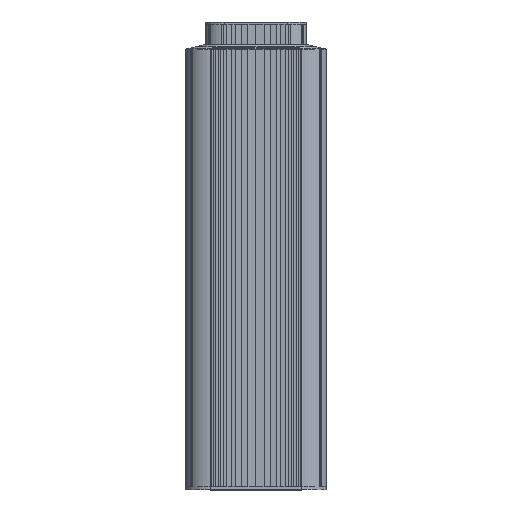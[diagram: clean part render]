
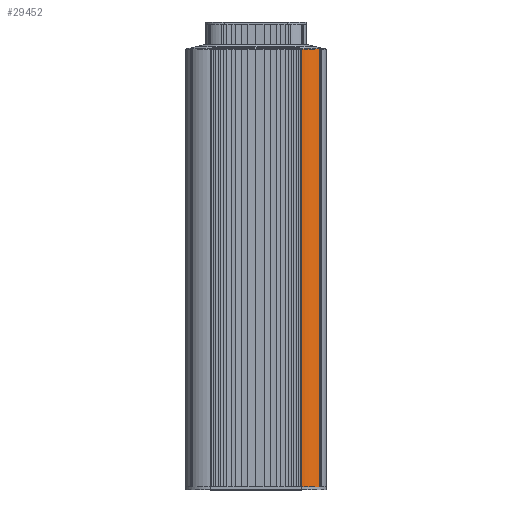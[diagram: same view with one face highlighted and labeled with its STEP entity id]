
A CAD part, top view. The second image highlights one B-rep face of the part: STEP entity #29452.
In plain terms, the highlighted cylindrical face has radius 32.5 mm (diameter 65 mm), a partial arc.
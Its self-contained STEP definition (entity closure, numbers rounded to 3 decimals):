
#26487 = VERTEX_POINT ( 'NONE', #36875 ) ;
#26580 = VERTEX_POINT ( 'NONE', #37066 ) ;
#26587 = EDGE_CURVE ( 'NONE', #26580, #26589, #37063, .T. ) ;
#26589 = VERTEX_POINT ( 'NONE', #37046 ) ;
#26638 = EDGE_CURVE ( 'NONE', #26639, #26487, #37093, .T. ) ;
#26639 = VERTEX_POINT ( 'NONE', #37084 ) ;
#29452 = ADVANCED_FACE ( 'NONE', ( #43858 ), #43857, .T. ) ;
#29455 = EDGE_LOOP ( 'NONE', ( #29490, #29494, #29502, #29504 ) ) ;
#29490 = ORIENTED_EDGE ( 'NONE', *, *, #26638, .F. ) ;
#29494 = ORIENTED_EDGE ( 'NONE', *, *, #29498, .T. ) ;
#29498 = EDGE_CURVE ( 'NONE', #26639, #26589, #43981, .T. ) ;
#29502 = ORIENTED_EDGE ( 'NONE', *, *, #26587, .F. ) ;
#29504 = ORIENTED_EDGE ( 'NONE', *, *, #29506, .F. ) ;
#29506 = EDGE_CURVE ( 'NONE', #26487, #26580, #43962, .T. ) ;
#36875 = CARTESIAN_POINT ( 'NONE',  ( 78.021, 0., -24.353 ) ) ;
#37046 = CARTESIAN_POINT ( 'NONE',  ( 56.5, -542., -32.5 ) ) ;
#37058 = DIRECTION ( 'NONE',  ( 0., -1., 0. ) ) ;
#37059 = VECTOR ( 'NONE', #37058, 1000. ) ;
#37062 = CARTESIAN_POINT ( 'NONE',  ( 56.5, -271., -32.5 ) ) ;
#37063 = LINE ( 'NONE', #37062, #37059 ) ;
#37066 = CARTESIAN_POINT ( 'NONE',  ( 56.5, 0., -32.5 ) ) ;
#37084 = CARTESIAN_POINT ( 'NONE',  ( 78.021, -542., -24.353 ) ) ;
#37087 = DIRECTION ( 'NONE',  ( 0., 1., 0. ) ) ;
#37089 = VECTOR ( 'NONE', #37087, 1000. ) ;
#37091 = CARTESIAN_POINT ( 'NONE',  ( 78.021, -271., -24.353 ) ) ;
#37093 = LINE ( 'NONE', #37091, #37089 ) ;
#43848 = DIRECTION ( 'NONE',  ( 0., 0., 1. ) ) ;
#43849 = DIRECTION ( 'NONE',  ( 0., 1., 0. ) ) ;
#43850 = CARTESIAN_POINT ( 'NONE',  ( 56.5, -542., 0. ) ) ;
#43852 = AXIS2_PLACEMENT_3D ( 'NONE', #43850, #43849, #43848 ) ;
#43857 = CYLINDRICAL_SURFACE ( 'NONE', #43852, 32.5 ) ;
#43858 = FACE_OUTER_BOUND ( 'NONE', #29455, .T. ) ;
#43954 = DIRECTION ( 'NONE',  ( 0., 0., 1. ) ) ;
#43955 = DIRECTION ( 'NONE',  ( 0., 1., 0. ) ) ;
#43958 = CARTESIAN_POINT ( 'NONE',  ( 56.5, 0., 0. ) ) ;
#43959 = AXIS2_PLACEMENT_3D ( 'NONE', #43958, #43955, #43954 ) ;
#43962 = CIRCLE ( 'NONE', #43959, 32.5 ) ;
#43973 = DIRECTION ( 'NONE',  ( 0., 0., 1. ) ) ;
#43975 = DIRECTION ( 'NONE',  ( 0., 1., 0. ) ) ;
#43976 = CARTESIAN_POINT ( 'NONE',  ( 56.5, -542., 0. ) ) ;
#43978 = AXIS2_PLACEMENT_3D ( 'NONE', #43976, #43975, #43973 ) ;
#43981 = CIRCLE ( 'NONE', #43978, 32.5 ) ;
